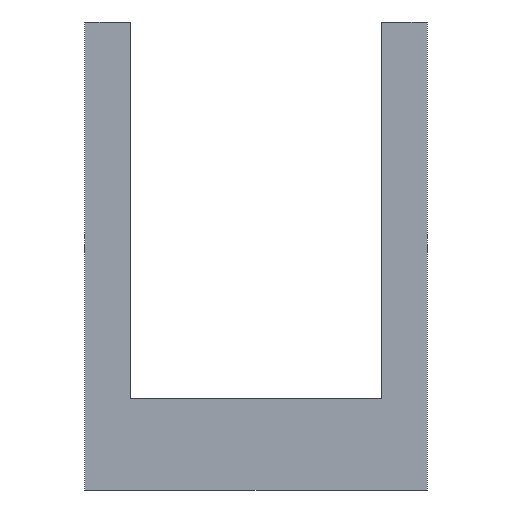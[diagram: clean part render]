
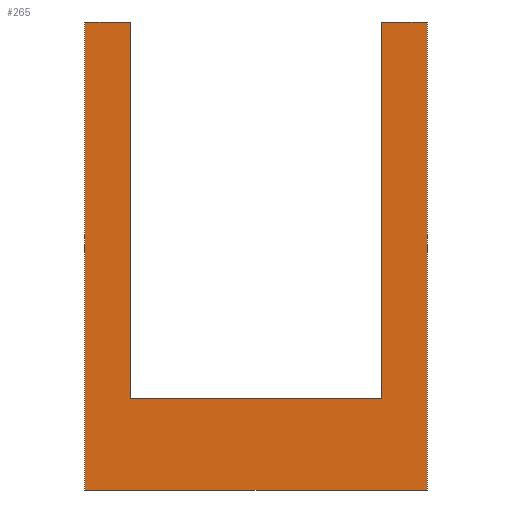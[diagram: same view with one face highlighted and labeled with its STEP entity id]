
A CAD part, front view. The second image highlights one B-rep face of the part: STEP entity #265.
In plain terms, the highlighted planar face has unit normal (0, -1, 0).
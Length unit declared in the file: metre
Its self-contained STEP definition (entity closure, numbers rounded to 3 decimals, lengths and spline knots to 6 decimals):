
#14=LINE('',#412,#38);
#24=LINE('',#432,#48);
#26=LINE('',#436,#50);
#27=LINE('',#438,#51);
#28=LINE('',#440,#52);
#29=LINE('',#442,#53);
#30=LINE('',#443,#54);
#31=LINE('',#445,#55);
#38=VECTOR('',#337,1.);
#48=VECTOR('',#351,1.);
#50=VECTOR('',#355,1.);
#51=VECTOR('',#356,1.);
#52=VECTOR('',#357,1.);
#53=VECTOR('',#358,1.);
#54=VECTOR('',#359,1.);
#55=VECTOR('',#360,1.);
#65=PLANE('',#300);
#96=ORIENTED_EDGE('',*,*,#156,.T.);
#97=ORIENTED_EDGE('',*,*,#157,.F.);
#98=ORIENTED_EDGE('',*,*,#158,.F.);
#99=ORIENTED_EDGE('',*,*,#159,.T.);
#100=ORIENTED_EDGE('',*,*,#144,.F.);
#101=ORIENTED_EDGE('',*,*,#160,.F.);
#102=ORIENTED_EDGE('',*,*,#161,.T.);
#103=ORIENTED_EDGE('',*,*,#154,.T.);
#144=EDGE_CURVE('',#176,#177,#14,.T.);
#154=EDGE_CURVE('',#185,#184,#24,.T.);
#156=EDGE_CURVE('',#184,#186,#26,.T.);
#157=EDGE_CURVE('',#187,#186,#27,.T.);
#158=EDGE_CURVE('',#188,#187,#28,.T.);
#159=EDGE_CURVE('',#188,#177,#29,.T.);
#160=EDGE_CURVE('',#189,#176,#30,.T.);
#161=EDGE_CURVE('',#189,#185,#31,.T.);
#176=VERTEX_POINT('',#411);
#177=VERTEX_POINT('',#413);
#184=VERTEX_POINT('',#431);
#185=VERTEX_POINT('',#433);
#186=VERTEX_POINT('',#437);
#187=VERTEX_POINT('',#439);
#188=VERTEX_POINT('',#441);
#189=VERTEX_POINT('',#444);
#211=EDGE_LOOP('',(#96,#97,#98,#99,#100,#101,#102,#103));
#237=FACE_BOUND('',#211,.T.);
#265=ADVANCED_FACE('',(#237),#65,.F.);
#300=AXIS2_PLACEMENT_3D('',#435,#353,#354);
#337=DIRECTION('',(1.,0.,0.));
#351=DIRECTION('',(0.,0.,-1.));
#353=DIRECTION('',(0.,1.,0.));
#354=DIRECTION('',(0.,0.,1.));
#355=DIRECTION('',(1.,0.,0.));
#356=DIRECTION('',(0.,0.,-1.));
#357=DIRECTION('',(1.,0.,0.));
#358=DIRECTION('',(0.,0.,-1.));
#359=DIRECTION('',(0.,0.,-1.));
#360=DIRECTION('',(-1.,0.,0.));
#411=CARTESIAN_POINT('',(-0.055,-0.01,0.04));
#412=CARTESIAN_POINT('',(0.,-0.01,0.04));
#413=CARTESIAN_POINT('',(0.055,-0.01,0.04));
#431=CARTESIAN_POINT('',(-0.075,-0.01,0.));
#432=CARTESIAN_POINT('',(-0.075,-0.01,0.04));
#433=CARTESIAN_POINT('',(-0.075,-0.01,0.205));
#435=CARTESIAN_POINT('',(0.,-0.01,0.04));
#436=CARTESIAN_POINT('',(0.,-0.01,0.));
#437=CARTESIAN_POINT('',(0.075,-0.01,0.));
#438=CARTESIAN_POINT('',(0.075,-0.01,0.04));
#439=CARTESIAN_POINT('',(0.075,-0.01,0.205));
#440=CARTESIAN_POINT('',(0.065,-0.01,0.205));
#441=CARTESIAN_POINT('',(0.055,-0.01,0.205));
#442=CARTESIAN_POINT('',(0.055,-0.01,0.205));
#443=CARTESIAN_POINT('',(-0.055,-0.01,0.205));
#444=CARTESIAN_POINT('',(-0.055,-0.01,0.205));
#445=CARTESIAN_POINT('',(-0.065,-0.01,0.205));
